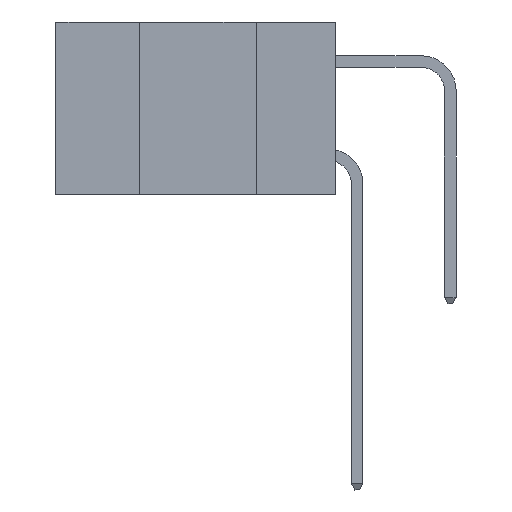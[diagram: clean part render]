
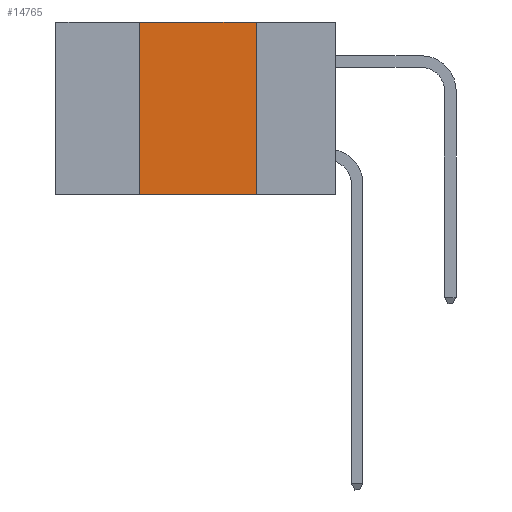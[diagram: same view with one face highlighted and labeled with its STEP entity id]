
A CAD part, left-side view. The second image highlights one B-rep face of the part: STEP entity #14765.
In plain terms, the highlighted planar face has unit normal (-1, 0, 0).
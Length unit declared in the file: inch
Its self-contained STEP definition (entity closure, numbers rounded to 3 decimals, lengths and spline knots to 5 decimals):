
#1212 = DIRECTION ( 'NONE',  ( 0., 0., -1. ) ) ;
#3481 = VERTEX_POINT ( 'NONE', #15542 ) ;
#3612 = VECTOR ( 'NONE', #18345, 39.37008 ) ;
#4357 = EDGE_CURVE ( 'NONE', #25093, #24750, #15879, .T. ) ;
#4577 = LINE ( 'NONE', #11338, #26403 ) ;
#4910 = LINE ( 'NONE', #27055, #6592 ) ;
#5971 = EDGE_CURVE ( 'NONE', #3481, #17207, #4577, .T. ) ;
#6068 = ORIENTED_EDGE ( 'NONE', *, *, #14627, .F. ) ;
#6592 = VECTOR ( 'NONE', #27152, 39.37008 ) ;
#7274 = FACE_OUTER_BOUND ( 'NONE', #12600, .T. ) ;
#7857 = CARTESIAN_POINT ( 'NONE',  ( 0., 0.6, 0. ) ) ;
#9158 = CARTESIAN_POINT ( 'NONE',  ( 0., 0.17, 0. ) ) ;
#9341 = LINE ( 'NONE', #9158, #28117 ) ;
#9971 = DIRECTION ( 'NONE',  ( 0., 0., -1. ) ) ;
#10493 = CARTESIAN_POINT ( 'NONE',  ( 0., 0.17, -0.37 ) ) ;
#11338 = CARTESIAN_POINT ( 'NONE',  ( 0., 0.6, -0.37 ) ) ;
#12600 = EDGE_LOOP ( 'NONE', ( #22440, #14590, #6068, #21251 ) ) ;
#13646 = CARTESIAN_POINT ( 'NONE',  ( 0., 0.17, 0. ) ) ;
#14428 = DIRECTION ( 'NONE',  ( 1., 0., 0. ) ) ;
#14590 = ORIENTED_EDGE ( 'NONE', *, *, #4357, .F. ) ;
#14627 = EDGE_CURVE ( 'NONE', #3481, #25093, #4910, .T. ) ;
#14765 = ADVANCED_FACE ( 'NONE', ( #7274 ), #22920, .F. ) ;
#14920 = CARTESIAN_POINT ( 'NONE',  ( 0., 0.42, 0. ) ) ;
#15542 = CARTESIAN_POINT ( 'NONE',  ( 0., 0.42, -0.37 ) ) ;
#15879 = LINE ( 'NONE', #24841, #3612 ) ;
#17207 = VERTEX_POINT ( 'NONE', #10493 ) ;
#18345 = DIRECTION ( 'NONE',  ( 0., -1., 0. ) ) ;
#20620 = DIRECTION ( 'NONE',  ( 0., -1., 0. ) ) ;
#20861 = EDGE_CURVE ( 'NONE', #24750, #17207, #9341, .T. ) ;
#21251 = ORIENTED_EDGE ( 'NONE', *, *, #5971, .T. ) ;
#22440 = ORIENTED_EDGE ( 'NONE', *, *, #20861, .F. ) ;
#22920 = PLANE ( 'NONE',  #26420 ) ;
#24750 = VERTEX_POINT ( 'NONE', #13646 ) ;
#24841 = CARTESIAN_POINT ( 'NONE',  ( 0., 0.6, 0. ) ) ;
#25093 = VERTEX_POINT ( 'NONE', #14920 ) ;
#26403 = VECTOR ( 'NONE', #20620, 39.37008 ) ;
#26420 = AXIS2_PLACEMENT_3D ( 'NONE', #7857, #14428, #9971 ) ;
#27055 = CARTESIAN_POINT ( 'NONE',  ( 0., 0.42, 0. ) ) ;
#27152 = DIRECTION ( 'NONE',  ( 0., 0., 1. ) ) ;
#28117 = VECTOR ( 'NONE', #1212, 39.37008 ) ;
